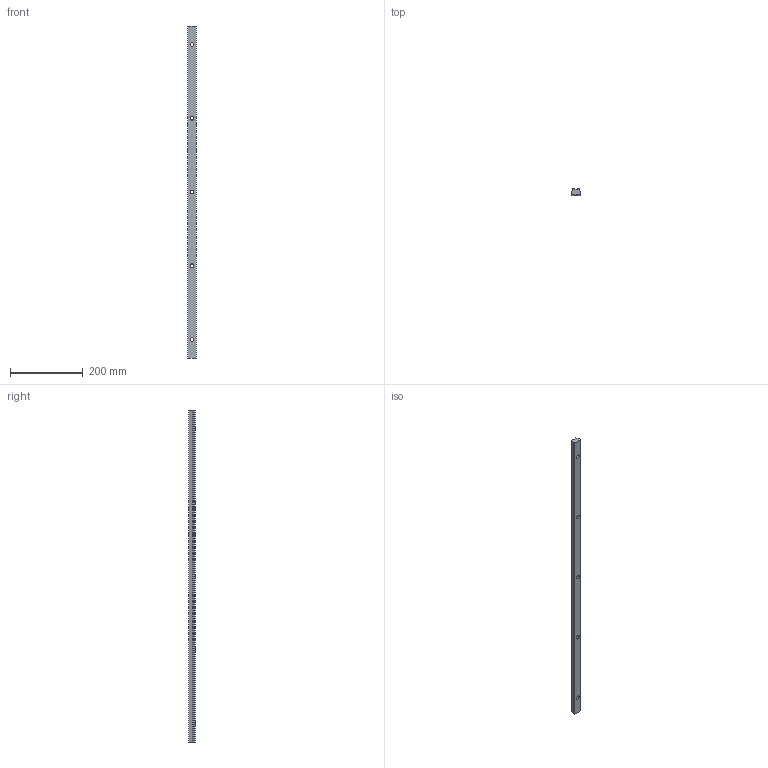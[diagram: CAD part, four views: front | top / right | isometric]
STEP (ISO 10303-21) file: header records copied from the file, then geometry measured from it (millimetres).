
FILE_DESCRIPTION (( 'STEP AP214' ), '1' );
FILE_NAME ('ShaftRailAssembly_448103753E.step', '2021-10-27T12:08:41', ( '' ), ( '' ), 'SwSTEP 2.0', 'SolidWorks 2019', '' );
FILE_SCHEMA (( 'AUTOMOTIVE_DESIGN' ));
Length unit declared in the file: inch
Products named in the file (3): ShaftRailAssembly_448103753E; iXUvwK5vsK_CADModel_0
Assembly tree (1 placements, depth 2):
  ShaftRailAssembly_448103753E
    iXUvwK5vsK_CADModel_0
  iXUvwK5vsK_CADModel_0
Bounding box: 23.62 x 17.86 x 914.4 mm (x, y, z)
Volume: 321334.1 mm3; surface area: 74597.5 mm2
Topology: 1 solids, 1 shells, 22 faces, 65 edges, 40 vertices
Faces by surface type: plane 12, cylinder 10
Entity records: 1114 total; most frequent: CARTESIAN_POINT 162, ORIENTED_EDGE 130, DIRECTION 119, EDGE_CURVE 65, LINE 45, VECTOR 45, VERTEX_POINT 40, AXIS2_PLACEMENT_3D 37
